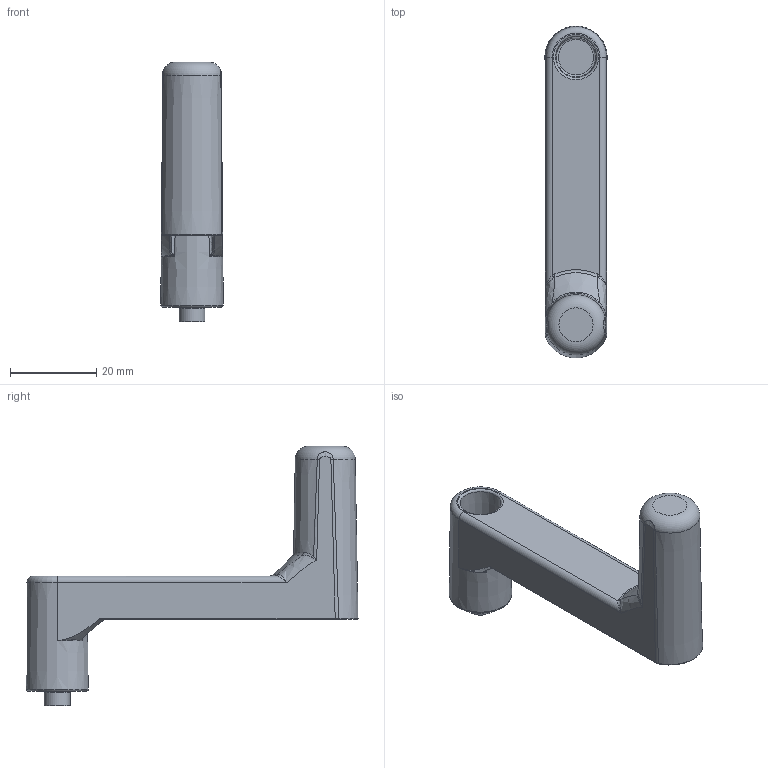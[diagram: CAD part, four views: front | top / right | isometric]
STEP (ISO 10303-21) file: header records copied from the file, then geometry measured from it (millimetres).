
FILE_DESCRIPTION(/* description */ (''),/* implementation_level */ '2;1');
FILE_NAME(/* name */ 'Handle.step',/* time_stamp */ '2021-11-18T02:49:04+05:00',/* author */ (''),/* organization */ (''),/* preprocessor_version */ 'ST-DEVELOPER v18.1',/* originating_system */ 'Autodesk Translation Framework v10.10.0.1391',/* authorisation */ '');
FILE_SCHEMA (('AUTOMOTIVE_DESIGN { 1 0 10303 214 3 1 1 }'));
Length unit declared in the file: millimetre
Products named in the file (1): Handle
Bounding box: 14.46 x 76.81 x 60 mm (x, y, z)
Volume: 10528.1 mm3; surface area: 9048.2 mm2
Topology: 1 solids, 1 shells, 205 faces, 474 edges, 271 vertices
Faces by surface type: bspline 69, cylinder 64, plane 38, torus 16, cone 9, sphere 9
Full cylindrical faces by diameter (mm): 6 x1
Entity records: 7581 total; most frequent: CARTESIAN_POINT 3221, ORIENTED_EDGE 932, DIRECTION 859, EDGE_CURVE 466, AXIS2_PLACEMENT_3D 361, VERTEX_POINT 271, EDGE_LOOP 213, FACE_OUTER_BOUND 205
